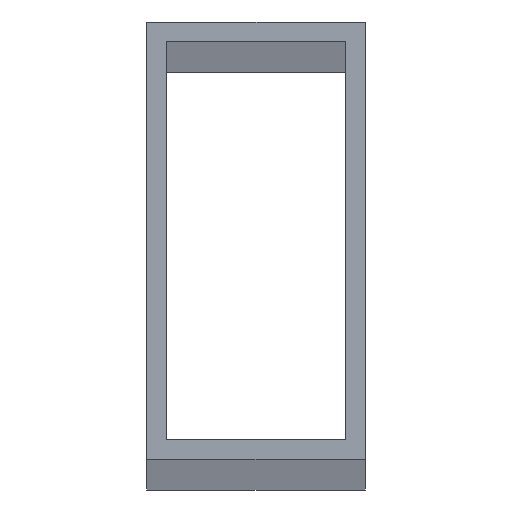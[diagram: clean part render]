
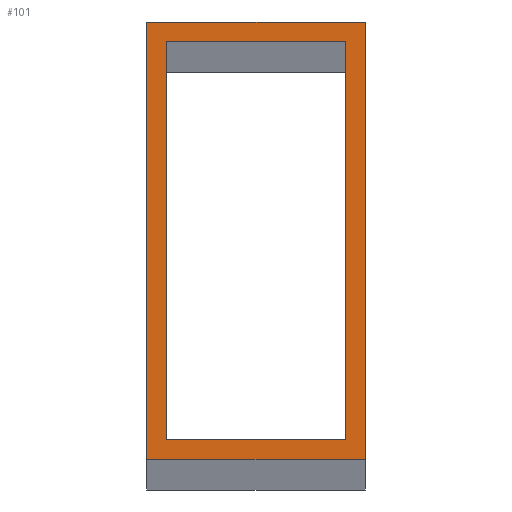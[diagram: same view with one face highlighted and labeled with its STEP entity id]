
A CAD part, top view. The second image highlights one B-rep face of the part: STEP entity #101.
In plain terms, the highlighted planar face has unit normal (0, 0, 1).
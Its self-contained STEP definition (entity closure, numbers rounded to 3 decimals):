
#3 = DIRECTION ( 'NONE',  ( 0., 0., 1. ) ) ;
#4 = FACE_OUTER_BOUND ( 'NONE', #37, .T. ) ;
#9 = VERTEX_POINT ( 'NONE', #81 ) ;
#12 = CARTESIAN_POINT ( 'NONE',  ( 4.1, 9.1, 400. ) ) ;
#32 = CARTESIAN_POINT ( 'NONE',  ( 5., -10., 400. ) ) ;
#37 = EDGE_LOOP ( 'NONE', ( #227, #225, #279, #154 ) ) ;
#40 = ORIENTED_EDGE ( 'NONE', *, *, #177, .F. ) ;
#44 = CARTESIAN_POINT ( 'NONE',  ( -5., -10., 400. ) ) ;
#48 = VERTEX_POINT ( 'NONE', #239 ) ;
#51 = EDGE_CURVE ( 'NONE', #145, #84, #78, .T. ) ;
#56 = VECTOR ( 'NONE', #211, 1000. ) ;
#57 = CARTESIAN_POINT ( 'NONE',  ( 5., 10., 400. ) ) ;
#65 = LINE ( 'NONE', #44, #165 ) ;
#66 = VERTEX_POINT ( 'NONE', #106 ) ;
#74 = CARTESIAN_POINT ( 'NONE',  ( 4.1, -9.1, 400. ) ) ;
#78 = LINE ( 'NONE', #312, #292 ) ;
#79 = VECTOR ( 'NONE', #328, 1000. ) ;
#81 = CARTESIAN_POINT ( 'NONE',  ( 4.1, 9.1, 400. ) ) ;
#83 = CARTESIAN_POINT ( 'NONE',  ( -5., 10., 400. ) ) ;
#84 = VERTEX_POINT ( 'NONE', #158 ) ;
#87 = DIRECTION ( 'NONE',  ( 0., 1., 0. ) ) ;
#98 = VERTEX_POINT ( 'NONE', #32 ) ;
#101 = ADVANCED_FACE ( 'NONE', ( #4, #290 ), #204, .T. ) ;
#106 = CARTESIAN_POINT ( 'NONE',  ( -5., -10., 400. ) ) ;
#115 = LINE ( 'NONE', #83, #195 ) ;
#131 = AXIS2_PLACEMENT_3D ( 'NONE', #203, #3, #288 ) ;
#143 = EDGE_CURVE ( 'NONE', #84, #66, #115, .T. ) ;
#145 = VERTEX_POINT ( 'NONE', #57 ) ;
#150 = CARTESIAN_POINT ( 'NONE',  ( 5., 10., 400. ) ) ;
#154 = ORIENTED_EDGE ( 'NONE', *, *, #314, .T. ) ;
#158 = CARTESIAN_POINT ( 'NONE',  ( -5., 10., 400. ) ) ;
#160 = DIRECTION ( 'NONE',  ( -1., 0., 0. ) ) ;
#165 = VECTOR ( 'NONE', #296, 1000. ) ;
#168 = CARTESIAN_POINT ( 'NONE',  ( -4.1, 9.1, 400. ) ) ;
#169 = DIRECTION ( 'NONE',  ( 0., -1., 0. ) ) ;
#173 = ORIENTED_EDGE ( 'NONE', *, *, #207, .F. ) ;
#174 = CARTESIAN_POINT ( 'NONE',  ( -4.1, 9.1, 400. ) ) ;
#177 = EDGE_CURVE ( 'NONE', #248, #9, #299, .T. ) ;
#178 = CARTESIAN_POINT ( 'NONE',  ( -4.1, -9.1, 400. ) ) ;
#182 = VECTOR ( 'NONE', #256, 1000. ) ;
#192 = CARTESIAN_POINT ( 'NONE',  ( -4.1, 9.1, 400. ) ) ;
#195 = VECTOR ( 'NONE', #169, 1000. ) ;
#203 = CARTESIAN_POINT ( 'NONE',  ( 0., 0., 400. ) ) ;
#204 = PLANE ( 'NONE',  #131 ) ;
#207 = EDGE_CURVE ( 'NONE', #9, #232, #244, .T. ) ;
#211 = DIRECTION ( 'NONE',  ( 0., -1., 0. ) ) ;
#214 = DIRECTION ( 'NONE',  ( -1., 0., 0. ) ) ;
#225 = ORIENTED_EDGE ( 'NONE', *, *, #51, .T. ) ;
#227 = ORIENTED_EDGE ( 'NONE', *, *, #286, .T. ) ;
#228 = ORIENTED_EDGE ( 'NONE', *, *, #338, .F. ) ;
#232 = VERTEX_POINT ( 'NONE', #174 ) ;
#239 = CARTESIAN_POINT ( 'NONE',  ( -4.1, -9.1, 400. ) ) ;
#241 = VECTOR ( 'NONE', #87, 1000. ) ;
#244 = LINE ( 'NONE', #168, #335 ) ;
#248 = VERTEX_POINT ( 'NONE', #74 ) ;
#256 = DIRECTION ( 'NONE',  ( 0., 1., 0. ) ) ;
#257 = EDGE_CURVE ( 'NONE', #48, #248, #334, .T. ) ;
#279 = ORIENTED_EDGE ( 'NONE', *, *, #143, .T. ) ;
#283 = LINE ( 'NONE', #150, #182 ) ;
#286 = EDGE_CURVE ( 'NONE', #98, #145, #283, .T. ) ;
#288 = DIRECTION ( 'NONE',  ( 1., 0., 0. ) ) ;
#290 = FACE_BOUND ( 'NONE', #319, .T. ) ;
#292 = VECTOR ( 'NONE', #160, 1000. ) ;
#296 = DIRECTION ( 'NONE',  ( 1., 0., 0. ) ) ;
#299 = LINE ( 'NONE', #12, #241 ) ;
#312 = CARTESIAN_POINT ( 'NONE',  ( -5., 10., 400. ) ) ;
#314 = EDGE_CURVE ( 'NONE', #66, #98, #65, .T. ) ;
#317 = LINE ( 'NONE', #192, #56 ) ;
#319 = EDGE_LOOP ( 'NONE', ( #173, #40, #336, #228 ) ) ;
#328 = DIRECTION ( 'NONE',  ( 1., 0., 0. ) ) ;
#334 = LINE ( 'NONE', #178, #79 ) ;
#335 = VECTOR ( 'NONE', #214, 1000. ) ;
#336 = ORIENTED_EDGE ( 'NONE', *, *, #257, .F. ) ;
#338 = EDGE_CURVE ( 'NONE', #232, #48, #317, .T. ) ;
